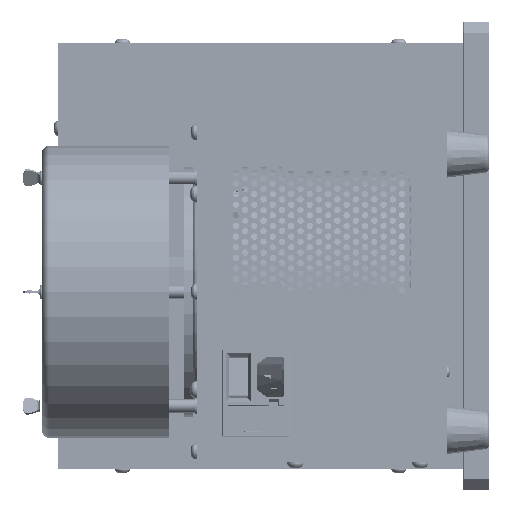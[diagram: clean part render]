
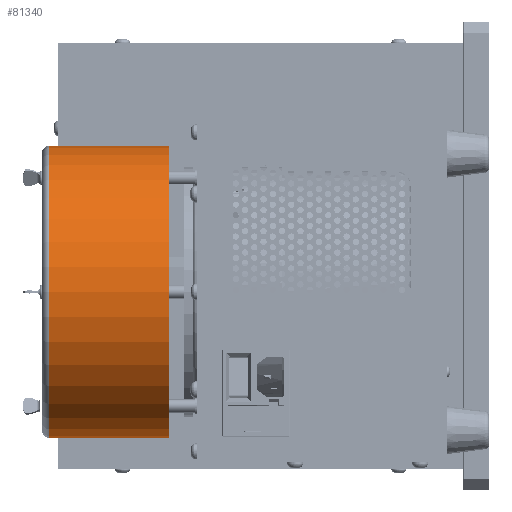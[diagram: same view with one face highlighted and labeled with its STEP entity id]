
A CAD part, left-side view. The second image highlights one B-rep face of the part: STEP entity #81340.
In plain terms, the highlighted cylindrical face has radius 87.249 mm (diameter 174.498 mm), a full revolution.
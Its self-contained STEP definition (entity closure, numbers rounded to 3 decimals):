
#1116 = FACE_OUTER_BOUND ( 'NONE', #48236, .T. ) ;
#1383 = DIRECTION ( 'NONE',  ( 0., 1., 0. ) ) ;
#1682 = EDGE_LOOP ( 'NONE', ( #67235 ) ) ;
#3223 = CIRCLE ( 'NONE', #14242, 87.249 ) ;
#11340 = CARTESIAN_POINT ( 'NONE',  ( -163.394, 262.509, -21.445 ) ) ;
#14242 = AXIS2_PLACEMENT_3D ( 'NONE', #21244, #1383, #27294 ) ;
#14389 = DIRECTION ( 'NONE',  ( 1., 0., 0. ) ) ;
#20745 = VERTEX_POINT ( 'NONE', #45325 ) ;
#20984 = CARTESIAN_POINT ( 'NONE',  ( -250.643, 306.389, -21.445 ) ) ;
#21244 = CARTESIAN_POINT ( 'NONE',  ( -250.643, 262.509, -21.445 ) ) ;
#21523 = AXIS2_PLACEMENT_3D ( 'NONE', #80473, #40300, #14389 ) ;
#23692 = AXIS2_PLACEMENT_3D ( 'NONE', #20984, #53751, #41639 ) ;
#27294 = DIRECTION ( 'NONE',  ( 1., 0., 0. ) ) ;
#28510 = EDGE_CURVE ( 'NONE', #76547, #76547, #3223, .T. ) ;
#38058 = CIRCLE ( 'NONE', #21523, 87.249 ) ;
#40300 = DIRECTION ( 'NONE',  ( 0., 1., 0. ) ) ;
#40374 = FACE_OUTER_BOUND ( 'NONE', #1682, .T. ) ;
#41639 = DIRECTION ( 'NONE',  ( 1., 0., 0. ) ) ;
#44762 = EDGE_CURVE ( 'NONE', #20745, #20745, #38058, .T. ) ;
#45325 = CARTESIAN_POINT ( 'NONE',  ( -163.394, 190.881, -21.445 ) ) ;
#47281 = CYLINDRICAL_SURFACE ( 'NONE', #23692, 87.249 ) ;
#48236 = EDGE_LOOP ( 'NONE', ( #67432 ) ) ;
#53751 = DIRECTION ( 'NONE',  ( 0., 1., 0. ) ) ;
#67235 = ORIENTED_EDGE ( 'NONE', *, *, #44762, .T. ) ;
#67432 = ORIENTED_EDGE ( 'NONE', *, *, #28510, .F. ) ;
#76547 = VERTEX_POINT ( 'NONE', #11340 ) ;
#80473 = CARTESIAN_POINT ( 'NONE',  ( -250.643, 190.881, -21.445 ) ) ;
#81340 = ADVANCED_FACE ( 'NONE', ( #1116, #40374 ), #47281, .T. ) ;
